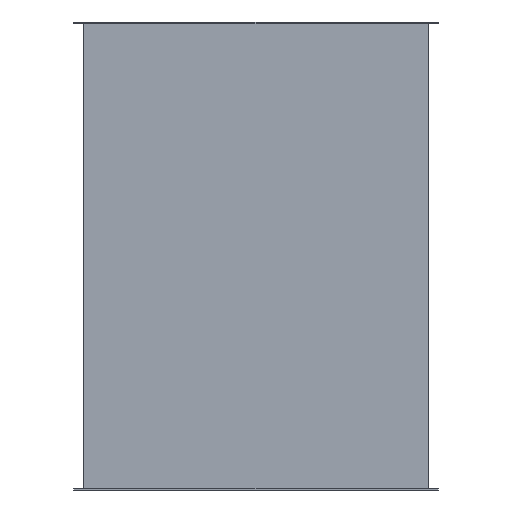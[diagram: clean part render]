
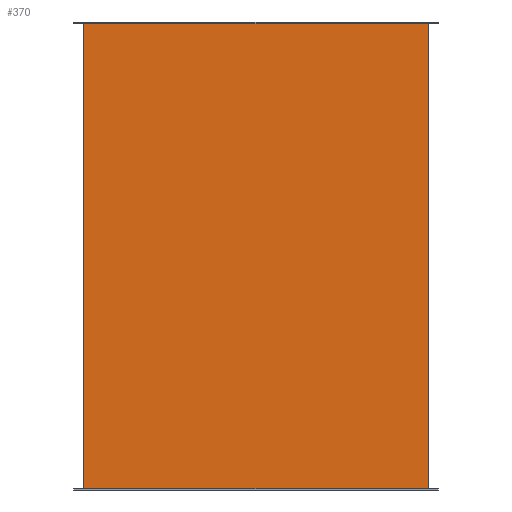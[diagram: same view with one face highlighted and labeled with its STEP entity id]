
A CAD part, left-side view. The second image highlights one B-rep face of the part: STEP entity #370.
In plain terms, the highlighted planar face has unit normal (-1, 0, 0).
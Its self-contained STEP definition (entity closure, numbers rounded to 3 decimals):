
#319 = EDGE_LOOP ( 'NONE', ( #371, #375, #378, #381 ) ) ;
#370 = ADVANCED_FACE ( 'NONE', ( #1398 ), #1397, .T. ) ;
#371 = ORIENTED_EDGE ( 'NONE', *, *, #372, .F. ) ;
#372 = EDGE_CURVE ( 'NONE', #373, #374, #1395, .T. ) ;
#373 = VERTEX_POINT ( 'NONE', #1450 ) ;
#374 = VERTEX_POINT ( 'NONE', #1449 ) ;
#375 = ORIENTED_EDGE ( 'NONE', *, *, #376, .T. ) ;
#376 = EDGE_CURVE ( 'NONE', #373, #377, #1448, .T. ) ;
#377 = VERTEX_POINT ( 'NONE', #1444 ) ;
#378 = ORIENTED_EDGE ( 'NONE', *, *, #379, .T. ) ;
#379 = EDGE_CURVE ( 'NONE', #377, #380, #1443, .T. ) ;
#380 = VERTEX_POINT ( 'NONE', #1439 ) ;
#381 = ORIENTED_EDGE ( 'NONE', *, *, #382, .T. ) ;
#382 = EDGE_CURVE ( 'NONE', #380, #374, #1438, .T. ) ;
#1392 = DIRECTION ( 'NONE',  ( 0., -1., 0. ) ) ;
#1393 = DIRECTION ( 'NONE',  ( -1., 0., 0. ) ) ;
#1394 = AXIS2_PLACEMENT_3D ( 'NONE', #1396, #1393, #1392 ) ;
#1395 = LINE ( 'NONE', #1453, #1452 ) ;
#1396 = CARTESIAN_POINT ( 'NONE',  ( -370., 126., -462.684 ) ) ;
#1397 = PLANE ( 'NONE',  #1394 ) ;
#1398 = FACE_OUTER_BOUND ( 'NONE', #319, .T. ) ;
#1435 = DIRECTION ( 'NONE',  ( 0., 0., 1. ) ) ;
#1436 = VECTOR ( 'NONE', #1435, 1000. ) ;
#1437 = CARTESIAN_POINT ( 'NONE',  ( -370., -136., -184. ) ) ;
#1438 = LINE ( 'NONE', #1437, #1436 ) ;
#1439 = CARTESIAN_POINT ( 'NONE',  ( -370., -136., -184. ) ) ;
#1440 = DIRECTION ( 'NONE',  ( 0., -1., 0. ) ) ;
#1441 = VECTOR ( 'NONE', #1440, 1000. ) ;
#1442 = CARTESIAN_POINT ( 'NONE',  ( -370., 126., -184. ) ) ;
#1443 = LINE ( 'NONE', #1442, #1441 ) ;
#1444 = CARTESIAN_POINT ( 'NONE',  ( -370., 136., -184. ) ) ;
#1445 = DIRECTION ( 'NONE',  ( 0., 0., -1. ) ) ;
#1446 = VECTOR ( 'NONE', #1445, 1000. ) ;
#1447 = CARTESIAN_POINT ( 'NONE',  ( -370., 136., -184. ) ) ;
#1448 = LINE ( 'NONE', #1447, #1446 ) ;
#1449 = CARTESIAN_POINT ( 'NONE',  ( -370., -136., 184. ) ) ;
#1450 = CARTESIAN_POINT ( 'NONE',  ( -370., 136., 184. ) ) ;
#1451 = DIRECTION ( 'NONE',  ( 0., -1., 0. ) ) ;
#1452 = VECTOR ( 'NONE', #1451, 1000. ) ;
#1453 = CARTESIAN_POINT ( 'NONE',  ( -370., 126., 184. ) ) ;
